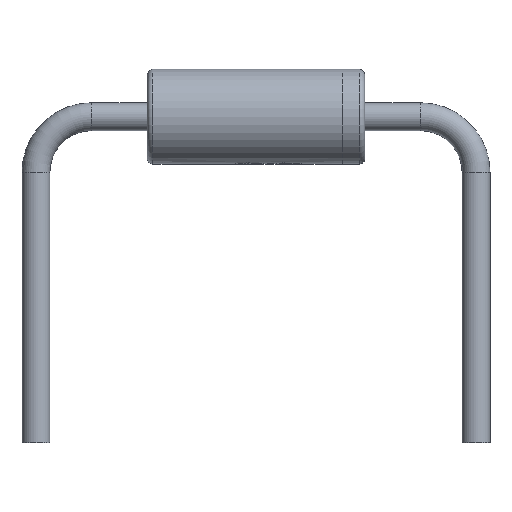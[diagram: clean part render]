
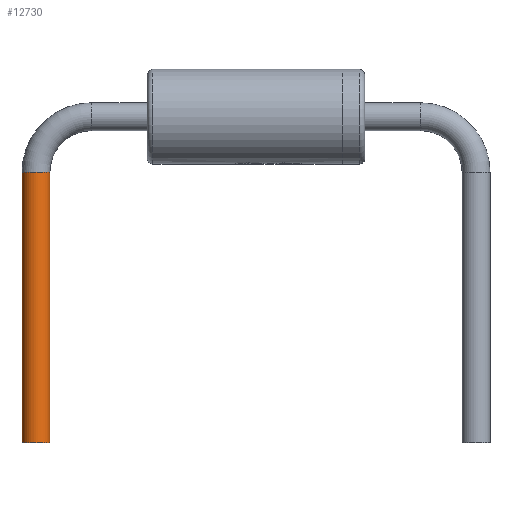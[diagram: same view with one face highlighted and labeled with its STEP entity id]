
A CAD part, front view. The second image highlights one B-rep face of the part: STEP entity #12730.
In plain terms, the highlighted cylindrical face has radius 0.25 mm (diameter 0.5 mm), a partial arc.
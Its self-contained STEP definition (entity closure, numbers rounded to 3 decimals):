
#193 = FACE_OUTER_BOUND ( 'NONE', #14673, .T. ) ;
#431 = CARTESIAN_POINT ( 'NONE',  ( -4.2, 0., -5.85 ) ) ;
#741 = VERTEX_POINT ( 'NONE', #8962 ) ;
#2839 = DIRECTION ( 'NONE',  ( 0., 0., 1. ) ) ;
#3168 = DIRECTION ( 'NONE',  ( 0., 0., -1. ) ) ;
#3424 = LINE ( 'NONE', #11572, #16814 ) ;
#5656 = EDGE_CURVE ( 'NONE', #741, #10100, #15493, .T. ) ;
#5822 = AXIS2_PLACEMENT_3D ( 'NONE', #6984, #2839, #6481 ) ;
#5905 = DIRECTION ( 'NONE',  ( -1., 0., 0. ) ) ;
#5916 = EDGE_CURVE ( 'NONE', #10741, #16070, #8899, .T. ) ;
#6077 = CARTESIAN_POINT ( 'NONE',  ( -3.95, 0., -1. ) ) ;
#6481 = DIRECTION ( 'NONE',  ( 1., 0., 0. ) ) ;
#6984 = CARTESIAN_POINT ( 'NONE',  ( -3.95, 0., -5.85 ) ) ;
#8014 = VECTOR ( 'NONE', #11291, 1000. ) ;
#8596 = LINE ( 'NONE', #12688, #8014 ) ;
#8899 = CIRCLE ( 'NONE', #5822, 0.25 ) ;
#8923 = AXIS2_PLACEMENT_3D ( 'NONE', #6077, #3168, #5905 ) ;
#8962 = CARTESIAN_POINT ( 'NONE',  ( -4.2, 0., -1. ) ) ;
#9320 = DIRECTION ( 'NONE',  ( 0., 0., 1. ) ) ;
#10100 = VERTEX_POINT ( 'NONE', #10570 ) ;
#10178 = AXIS2_PLACEMENT_3D ( 'NONE', #11935, #9320, #11840 ) ;
#10570 = CARTESIAN_POINT ( 'NONE',  ( -3.7, 0., -1. ) ) ;
#10741 = VERTEX_POINT ( 'NONE', #431 ) ;
#10982 = EDGE_CURVE ( 'NONE', #10100, #16070, #8596, .T. ) ;
#11291 = DIRECTION ( 'NONE',  ( 0., 0., -1. ) ) ;
#11572 = CARTESIAN_POINT ( 'NONE',  ( -4.2, 0., -1. ) ) ;
#11752 = DIRECTION ( 'NONE',  ( 0., 0., -1. ) ) ;
#11840 = DIRECTION ( 'NONE',  ( 1., 0., 0. ) ) ;
#11935 = CARTESIAN_POINT ( 'NONE',  ( -3.95, 0., -1. ) ) ;
#12137 = CYLINDRICAL_SURFACE ( 'NONE', #8923, 0.25 ) ;
#12601 = ORIENTED_EDGE ( 'NONE', *, *, #10982, .F. ) ;
#12688 = CARTESIAN_POINT ( 'NONE',  ( -3.7, 0., -1. ) ) ;
#12730 = ADVANCED_FACE ( 'NONE', ( #193 ), #12137, .T. ) ;
#12885 = ORIENTED_EDGE ( 'NONE', *, *, #5916, .T. ) ;
#14571 = ORIENTED_EDGE ( 'NONE', *, *, #5656, .F. ) ;
#14673 = EDGE_LOOP ( 'NONE', ( #12601, #14571, #15679, #12885 ) ) ;
#14824 = EDGE_CURVE ( 'NONE', #741, #10741, #3424, .T. ) ;
#15406 = CARTESIAN_POINT ( 'NONE',  ( -3.7, 0., -5.85 ) ) ;
#15493 = CIRCLE ( 'NONE', #10178, 0.25 ) ;
#15679 = ORIENTED_EDGE ( 'NONE', *, *, #14824, .T. ) ;
#16070 = VERTEX_POINT ( 'NONE', #15406 ) ;
#16814 = VECTOR ( 'NONE', #11752, 1000. ) ;
